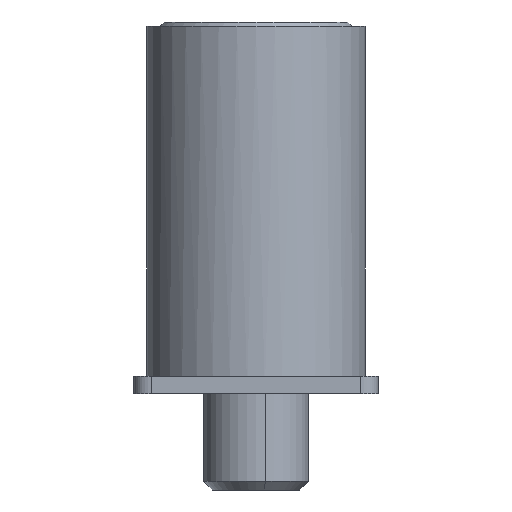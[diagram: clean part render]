
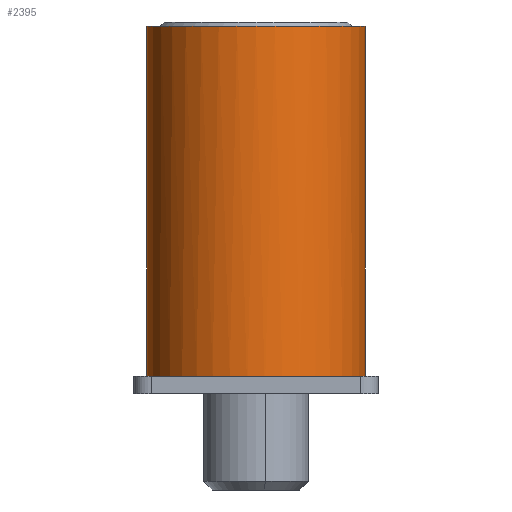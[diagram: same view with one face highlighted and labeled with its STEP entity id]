
A CAD part, front view. The second image highlights one B-rep face of the part: STEP entity #2395.
In plain terms, the highlighted cylindrical face has radius 12.5 mm (diameter 25 mm), a partial arc.
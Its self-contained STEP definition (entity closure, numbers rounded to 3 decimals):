
#165 = DIRECTION ( 'NONE',  ( 0., 0., 1. ) ) ;
#168 = ORIENTED_EDGE ( 'NONE', *, *, #5920, .F. ) ;
#222 = CARTESIAN_POINT ( 'NONE',  ( -3., -12.135, -42. ) ) ;
#377 = DIRECTION ( 'NONE',  ( 1., 0., 0. ) ) ;
#700 = AXIS2_PLACEMENT_3D ( 'NONE', #3581, #2908, #2246 ) ;
#837 = CARTESIAN_POINT ( 'NONE',  ( -12.5, 0., -40. ) ) ;
#893 = LINE ( 'NONE', #222, #5092 ) ;
#914 = VECTOR ( 'NONE', #5681, 1000. ) ;
#1050 = DIRECTION ( 'NONE',  ( 0., 0., 1. ) ) ;
#1137 = LINE ( 'NONE', #6356, #914 ) ;
#1385 = DIRECTION ( 'NONE',  ( 1., 0., 0. ) ) ;
#1547 = EDGE_CURVE ( 'NONE', #4721, #5459, #5599, .T. ) ;
#1607 = CARTESIAN_POINT ( 'NONE',  ( -3., -12.135, -40. ) ) ;
#1735 = CARTESIAN_POINT ( 'NONE',  ( 0., 0., -40. ) ) ;
#1898 = CIRCLE ( 'NONE', #3897, 12.5 ) ;
#1903 = CARTESIAN_POINT ( 'NONE',  ( 12.5, 0., 0. ) ) ;
#1910 = EDGE_CURVE ( 'NONE', #5459, #2532, #893, .T. ) ;
#2014 = AXIS2_PLACEMENT_3D ( 'NONE', #5627, #3608, #2931 ) ;
#2036 = DIRECTION ( 'NONE',  ( 0., 0., 1. ) ) ;
#2178 = LINE ( 'NONE', #837, #2442 ) ;
#2189 = DIRECTION ( 'NONE',  ( 1., 0., 0. ) ) ;
#2246 = DIRECTION ( 'NONE',  ( -1., 0., 0. ) ) ;
#2395 = ADVANCED_FACE ( 'NONE', ( #5017 ), #5197, .T. ) ;
#2442 = VECTOR ( 'NONE', #165, 1000. ) ;
#2485 = ORIENTED_EDGE ( 'NONE', *, *, #1547, .F. ) ;
#2532 = VERTEX_POINT ( 'NONE', #1607 ) ;
#2603 = CARTESIAN_POINT ( 'NONE',  ( -12.5, 0., 0. ) ) ;
#2686 = ORIENTED_EDGE ( 'NONE', *, *, #6548, .T. ) ;
#2860 = DIRECTION ( 'NONE',  ( 0., 0., 1. ) ) ;
#2908 = DIRECTION ( 'NONE',  ( 0., 0., -1. ) ) ;
#2931 = DIRECTION ( 'NONE',  ( 1., 0., 0. ) ) ;
#3190 = EDGE_CURVE ( 'NONE', #4321, #2532, #5679, .T. ) ;
#3339 = ORIENTED_EDGE ( 'NONE', *, *, #4842, .T. ) ;
#3406 = VERTEX_POINT ( 'NONE', #1903 ) ;
#3457 = EDGE_CURVE ( 'NONE', #6188, #3406, #3668, .T. ) ;
#3472 = CARTESIAN_POINT ( 'NONE',  ( -12.5, 0., -40. ) ) ;
#3531 = CARTESIAN_POINT ( 'NONE',  ( 0., 0., -40. ) ) ;
#3550 = ORIENTED_EDGE ( 'NONE', *, *, #1910, .F. ) ;
#3581 = CARTESIAN_POINT ( 'NONE',  ( 0., 0., -42. ) ) ;
#3608 = DIRECTION ( 'NONE',  ( 0., 0., 1. ) ) ;
#3668 = CIRCLE ( 'NONE', #2014, 12.5 ) ;
#3897 = AXIS2_PLACEMENT_3D ( 'NONE', #4756, #2036, #1385 ) ;
#4321 = VERTEX_POINT ( 'NONE', #3472 ) ;
#4721 = VERTEX_POINT ( 'NONE', #6319 ) ;
#4730 = CARTESIAN_POINT ( 'NONE',  ( -3., -12.135, -42. ) ) ;
#4756 = CARTESIAN_POINT ( 'NONE',  ( 0., 0., -40. ) ) ;
#4810 = VERTEX_POINT ( 'NONE', #5330 ) ;
#4837 = ORIENTED_EDGE ( 'NONE', *, *, #5291, .T. ) ;
#4842 = EDGE_CURVE ( 'NONE', #4721, #5455, #1137, .T. ) ;
#4846 = DIRECTION ( 'NONE',  ( 0., 0., 1. ) ) ;
#5017 = FACE_OUTER_BOUND ( 'NONE', #5131, .T. ) ;
#5092 = VECTOR ( 'NONE', #6114, 1000. ) ;
#5131 = EDGE_LOOP ( 'NONE', ( #168, #5365, #3550, #2485, #3339, #2686, #4837, #6495 ) ) ;
#5197 = CYLINDRICAL_SURFACE ( 'NONE', #5370, 12.5 ) ;
#5291 = EDGE_CURVE ( 'NONE', #4810, #3406, #6190, .T. ) ;
#5330 = CARTESIAN_POINT ( 'NONE',  ( 12.5, 0., -40. ) ) ;
#5365 = ORIENTED_EDGE ( 'NONE', *, *, #3190, .T. ) ;
#5370 = AXIS2_PLACEMENT_3D ( 'NONE', #1735, #1050, #377 ) ;
#5398 = CARTESIAN_POINT ( 'NONE',  ( 3., -12.135, -40. ) ) ;
#5455 = VERTEX_POINT ( 'NONE', #5398 ) ;
#5459 = VERTEX_POINT ( 'NONE', #4730 ) ;
#5507 = CARTESIAN_POINT ( 'NONE',  ( 12.5, 0., -40. ) ) ;
#5599 = CIRCLE ( 'NONE', #700, 12.5 ) ;
#5627 = CARTESIAN_POINT ( 'NONE',  ( 0., 0., 0. ) ) ;
#5679 = CIRCLE ( 'NONE', #6222, 12.5 ) ;
#5681 = DIRECTION ( 'NONE',  ( 0., 0., 1. ) ) ;
#5920 = EDGE_CURVE ( 'NONE', #4321, #6188, #2178, .T. ) ;
#6114 = DIRECTION ( 'NONE',  ( 0., 0., 1. ) ) ;
#6188 = VERTEX_POINT ( 'NONE', #2603 ) ;
#6190 = LINE ( 'NONE', #5507, #6349 ) ;
#6222 = AXIS2_PLACEMENT_3D ( 'NONE', #3531, #2860, #2189 ) ;
#6319 = CARTESIAN_POINT ( 'NONE',  ( 3., -12.135, -42. ) ) ;
#6349 = VECTOR ( 'NONE', #4846, 1000. ) ;
#6356 = CARTESIAN_POINT ( 'NONE',  ( 3., -12.135, -42. ) ) ;
#6495 = ORIENTED_EDGE ( 'NONE', *, *, #3457, .F. ) ;
#6548 = EDGE_CURVE ( 'NONE', #5455, #4810, #1898, .T. ) ;
